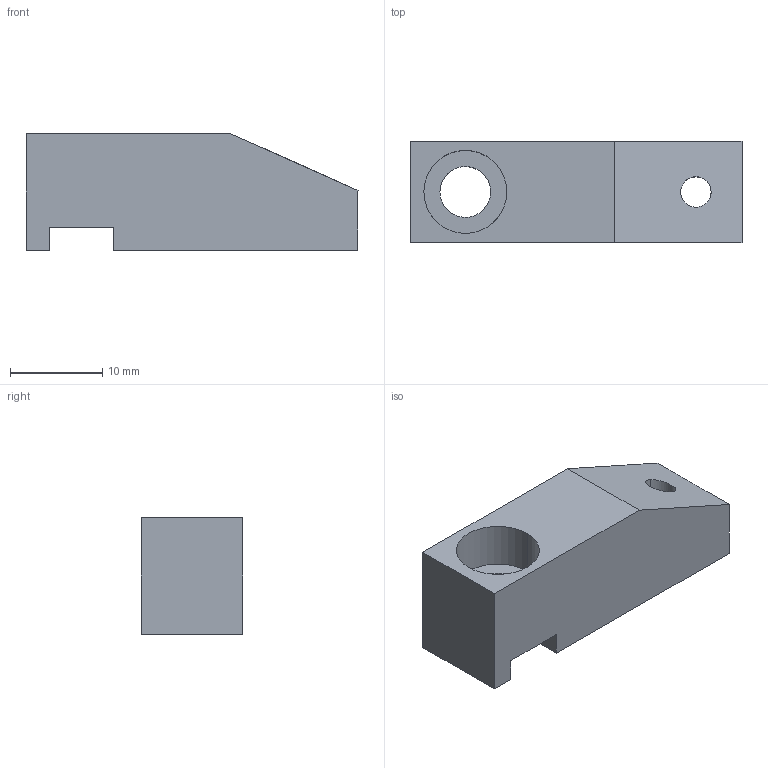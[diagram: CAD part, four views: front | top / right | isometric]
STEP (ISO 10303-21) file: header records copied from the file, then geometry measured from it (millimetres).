
FILE_DESCRIPTION(('CATIA V5 STEP Exchange'),'2;1');
FILE_NAME('SPANNARM_PSQS_16_1358345_TUENKERS.stp','2021-01-18T12:04:49+00:00',('none'),('none'),'CATIA Version 5 Release 19 SP 9 (IN-10)','CATIA V5 STEP AP214','none');
FILE_SCHEMA(('AUTOMOTIVE_DESIGN { 1 0 10303 214 1 1 1 1 }'));
Length unit declared in the file: millimetre
Products named in the file (1): SPANNARM_PSQS_16_1358345_TUENKERS
Bounding box: 36 x 11 x 12.65 mm (x, y, z)
Volume: 3834.6 mm3; surface area: 2118.3 mm2
Topology: 1 solids, 1 shells, 18 faces, 45 edges, 30 vertices
Faces by surface type: plane 12, cylinder 6
Entity records: 690 total; most frequent: CARTESIAN_POINT 195, ORIENTED_EDGE 90, DIRECTION 74, EDGE_CURVE 45, VECTOR 33, LINE 33, VERTEX_POINT 30, AXIS2_PLACEMENT_3D 24
